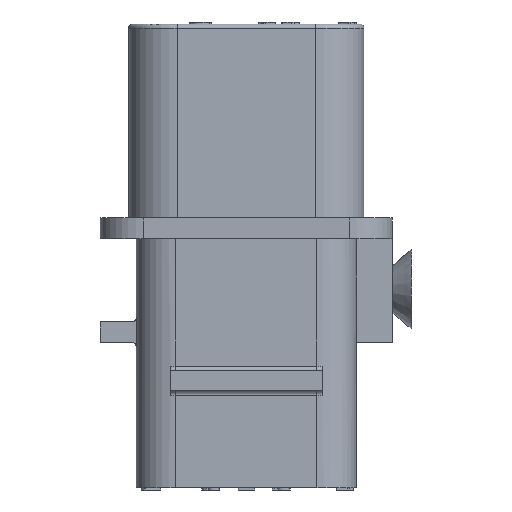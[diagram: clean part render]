
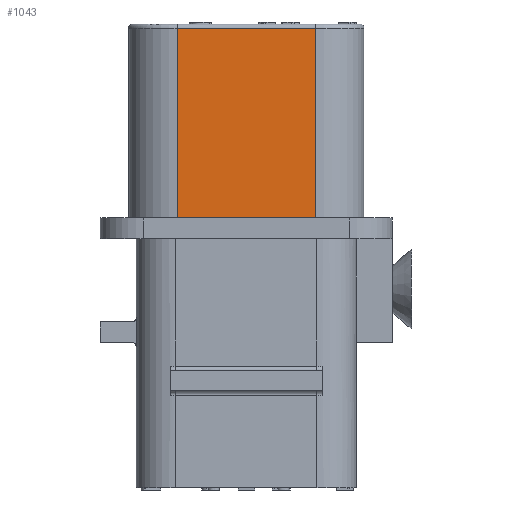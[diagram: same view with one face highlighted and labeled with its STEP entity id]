
A CAD part, left-side view. The second image highlights one B-rep face of the part: STEP entity #1043.
In plain terms, the highlighted planar face has unit normal (-1, 0, 0).
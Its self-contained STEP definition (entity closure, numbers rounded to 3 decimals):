
#559=FACE_OUTER_BOUND('',#3802,.T.);
#1043=ADVANCED_FACE('',(#559),#1501,.F.);
#1501=PLANE('',#9316);
#1991=LINE('',#13507,#2851);
#2046=LINE('',#13666,#2906);
#2049=LINE('',#13672,#2909);
#2050=LINE('',#13674,#2910);
#2851=VECTOR('',#10536,1.);
#2906=VECTOR('',#10643,1.);
#2909=VECTOR('',#10650,1.);
#2910=VECTOR('',#10651,1.);
#3802=EDGE_LOOP('',(#5028,#5029,#5030,#5031));
#5028=ORIENTED_EDGE('',*,*,#8045,.F.);
#5029=ORIENTED_EDGE('',*,*,#8048,.F.);
#5030=ORIENTED_EDGE('',*,*,#8049,.T.);
#5031=ORIENTED_EDGE('',*,*,#7977,.F.);
#7068=VERTEX_POINT('',#13506);
#7069=VERTEX_POINT('',#13508);
#7117=VERTEX_POINT('',#13665);
#7119=VERTEX_POINT('',#13673);
#7977=EDGE_CURVE('',#7068,#7069,#1991,.T.);
#8045=EDGE_CURVE('',#7117,#7068,#2046,.T.);
#8048=EDGE_CURVE('',#7119,#7117,#2049,.T.);
#8049=EDGE_CURVE('',#7119,#7069,#2050,.T.);
#9316=AXIS2_PLACEMENT_3D('',#13675,#10652,#10653);
#10536=DIRECTION('',(0.,1.,0.));
#10643=DIRECTION('',(0.,0.,-1.));
#10650=DIRECTION('',(0.,-1.,0.));
#10651=DIRECTION('',(0.,0.,-1.));
#10652=DIRECTION('',(1.,0.,0.));
#10653=DIRECTION('',(0.,-1.,0.));
#13506=CARTESIAN_POINT('',(-8.5,-5.,-14.));
#13507=CARTESIAN_POINT('',(-8.5,-5.,-14.));
#13508=CARTESIAN_POINT('',(-8.5,5.,-14.));
#13665=CARTESIAN_POINT('',(-8.5,-5.,-0.3));
#13666=CARTESIAN_POINT('',(-8.5,-5.,-0.3));
#13672=CARTESIAN_POINT('',(-8.5,5.,-0.3));
#13673=CARTESIAN_POINT('',(-8.5,5.,-0.3));
#13674=CARTESIAN_POINT('',(-8.5,5.,-0.3));
#13675=CARTESIAN_POINT('',(-8.5,-5.,0.));
